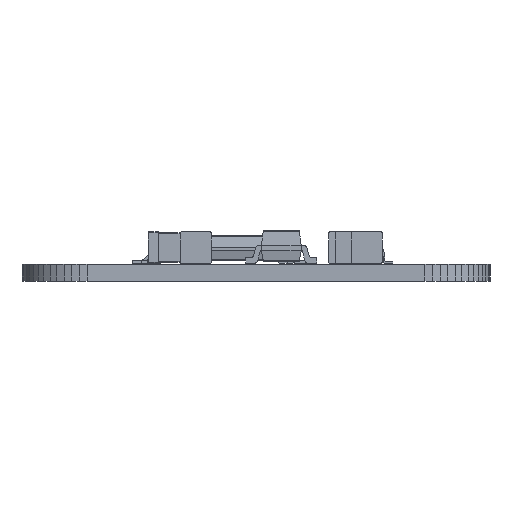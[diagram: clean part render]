
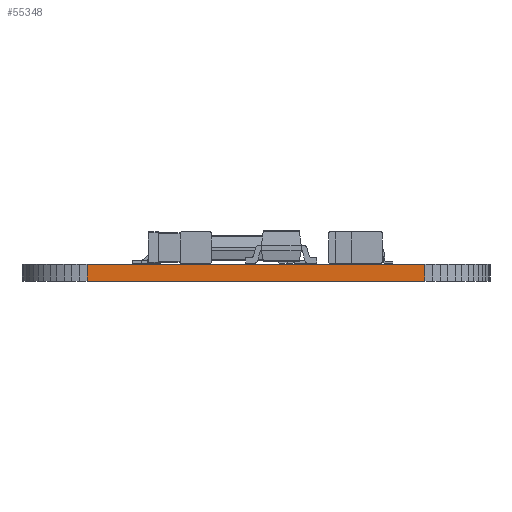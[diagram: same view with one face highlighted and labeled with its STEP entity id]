
A CAD part, front view. The second image highlights one B-rep face of the part: STEP entity #55348.
In plain terms, the highlighted planar face has unit normal (0, -1, 0).
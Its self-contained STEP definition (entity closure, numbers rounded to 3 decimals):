
#48157 = PLANE('',#48158);
#48158 = AXIS2_PLACEMENT_3D('',#48159,#48160,#48161);
#48159 = CARTESIAN_POINT('',(7.62,-18.882,0.68));
#48160 = DIRECTION('',(-0.,-0.,-1.));
#48161 = DIRECTION('',(-1.,0.,0.));
#48211 = PLANE('',#48212);
#48212 = AXIS2_PLACEMENT_3D('',#48213,#48214,#48215);
#48213 = CARTESIAN_POINT('',(7.62,-18.882,0.));
#48214 = DIRECTION('',(-0.,-0.,-1.));
#48215 = DIRECTION('',(-1.,0.,0.));
#49048 = VERTEX_POINT('',#49049);
#49049 = CARTESIAN_POINT('',(14.404,-40.714,0.));
#49063 = PLANE('',#49064);
#49064 = AXIS2_PLACEMENT_3D('',#49065,#49066,#49067);
#49065 = CARTESIAN_POINT('',(14.719,-40.695,0.));
#49066 = DIRECTION('',(0.06,-0.998,0.));
#49067 = DIRECTION('',(-0.998,-0.06,0.));
#49075 = EDGE_CURVE('',#49048,#49076,#49078,.T.);
#49076 = VERTEX_POINT('',#49077);
#49077 = CARTESIAN_POINT('',(0.836,-40.714,0.));
#49078 = SURFACE_CURVE('',#49079,(#49083,#49090),.PCURVE_S1.);
#49079 = LINE('',#49080,#49081);
#49080 = CARTESIAN_POINT('',(14.404,-40.714,0.));
#49081 = VECTOR('',#49082,1.);
#49082 = DIRECTION('',(-1.,0.,0.));
#49083 = PCURVE('',#48211,#49084);
#49084 = DEFINITIONAL_REPRESENTATION('',(#49085),#49089);
#49085 = LINE('',#49086,#49087);
#49086 = CARTESIAN_POINT('',(-6.784,-21.832));
#49087 = VECTOR('',#49088,1.);
#49088 = DIRECTION('',(1.,0.));
#49089 = ( GEOMETRIC_REPRESENTATION_CONTEXT(2) 
PARAMETRIC_REPRESENTATION_CONTEXT() REPRESENTATION_CONTEXT('2D SPACE',''
  ) );
#49090 = PCURVE('',#49091,#49096);
#49091 = PLANE('',#49092);
#49092 = AXIS2_PLACEMENT_3D('',#49093,#49094,#49095);
#49093 = CARTESIAN_POINT('',(14.404,-40.714,0.));
#49094 = DIRECTION('',(0.,-1.,0.));
#49095 = DIRECTION('',(-1.,0.,0.));
#49096 = DEFINITIONAL_REPRESENTATION('',(#49097),#49101);
#49097 = LINE('',#49098,#49099);
#49098 = CARTESIAN_POINT('',(0.,0.));
#49099 = VECTOR('',#49100,1.);
#49100 = DIRECTION('',(1.,0.));
#49101 = ( GEOMETRIC_REPRESENTATION_CONTEXT(2) 
PARAMETRIC_REPRESENTATION_CONTEXT() REPRESENTATION_CONTEXT('2D SPACE',''
  ) );
#49119 = PLANE('',#49120);
#49120 = AXIS2_PLACEMENT_3D('',#49121,#49122,#49123);
#49121 = CARTESIAN_POINT('',(0.836,-40.714,0.));
#49122 = DIRECTION('',(-0.06,-0.998,0.));
#49123 = DIRECTION('',(-0.998,0.06,0.));
#51979 = VERTEX_POINT('',#51980);
#51980 = CARTESIAN_POINT('',(14.404,-40.714,0.68));
#52001 = EDGE_CURVE('',#51979,#52002,#52004,.T.);
#52002 = VERTEX_POINT('',#52003);
#52003 = CARTESIAN_POINT('',(0.836,-40.714,0.68));
#52004 = SURFACE_CURVE('',#52005,(#52009,#52016),.PCURVE_S1.);
#52005 = LINE('',#52006,#52007);
#52006 = CARTESIAN_POINT('',(14.404,-40.714,0.68));
#52007 = VECTOR('',#52008,1.);
#52008 = DIRECTION('',(-1.,0.,0.));
#52009 = PCURVE('',#48157,#52010);
#52010 = DEFINITIONAL_REPRESENTATION('',(#52011),#52015);
#52011 = LINE('',#52012,#52013);
#52012 = CARTESIAN_POINT('',(-6.784,-21.832));
#52013 = VECTOR('',#52014,1.);
#52014 = DIRECTION('',(1.,0.));
#52015 = ( GEOMETRIC_REPRESENTATION_CONTEXT(2) 
PARAMETRIC_REPRESENTATION_CONTEXT() REPRESENTATION_CONTEXT('2D SPACE',''
  ) );
#52016 = PCURVE('',#49091,#52017);
#52017 = DEFINITIONAL_REPRESENTATION('',(#52018),#52022);
#52018 = LINE('',#52019,#52020);
#52019 = CARTESIAN_POINT('',(0.,-0.68));
#52020 = VECTOR('',#52021,1.);
#52021 = DIRECTION('',(1.,0.));
#52022 = ( GEOMETRIC_REPRESENTATION_CONTEXT(2) 
PARAMETRIC_REPRESENTATION_CONTEXT() REPRESENTATION_CONTEXT('2D SPACE',''
  ) );
#55300 = EDGE_CURVE('',#49048,#51979,#55301,.T.);
#55301 = SURFACE_CURVE('',#55302,(#55306,#55313),.PCURVE_S1.);
#55302 = LINE('',#55303,#55304);
#55303 = CARTESIAN_POINT('',(14.404,-40.714,0.));
#55304 = VECTOR('',#55305,1.);
#55305 = DIRECTION('',(0.,0.,1.));
#55306 = PCURVE('',#49063,#55307);
#55307 = DEFINITIONAL_REPRESENTATION('',(#55308),#55312);
#55308 = LINE('',#55309,#55310);
#55309 = CARTESIAN_POINT('',(0.316,0.));
#55310 = VECTOR('',#55311,1.);
#55311 = DIRECTION('',(0.,-1.));
#55312 = ( GEOMETRIC_REPRESENTATION_CONTEXT(2) 
PARAMETRIC_REPRESENTATION_CONTEXT() REPRESENTATION_CONTEXT('2D SPACE',''
  ) );
#55313 = PCURVE('',#49091,#55314);
#55314 = DEFINITIONAL_REPRESENTATION('',(#55315),#55319);
#55315 = LINE('',#55316,#55317);
#55316 = CARTESIAN_POINT('',(0.,0.));
#55317 = VECTOR('',#55318,1.);
#55318 = DIRECTION('',(0.,-1.));
#55319 = ( GEOMETRIC_REPRESENTATION_CONTEXT(2) 
PARAMETRIC_REPRESENTATION_CONTEXT() REPRESENTATION_CONTEXT('2D SPACE',''
  ) );
#55348 = ADVANCED_FACE('',(#55349),#49091,.T.);
#55349 = FACE_BOUND('',#55350,.T.);
#55350 = EDGE_LOOP('',(#55351,#55352,#55353,#55374));
#55351 = ORIENTED_EDGE('',*,*,#55300,.T.);
#55352 = ORIENTED_EDGE('',*,*,#52001,.T.);
#55353 = ORIENTED_EDGE('',*,*,#55354,.F.);
#55354 = EDGE_CURVE('',#49076,#52002,#55355,.T.);
#55355 = SURFACE_CURVE('',#55356,(#55360,#55367),.PCURVE_S1.);
#55356 = LINE('',#55357,#55358);
#55357 = CARTESIAN_POINT('',(0.836,-40.714,0.));
#55358 = VECTOR('',#55359,1.);
#55359 = DIRECTION('',(0.,0.,1.));
#55360 = PCURVE('',#49091,#55361);
#55361 = DEFINITIONAL_REPRESENTATION('',(#55362),#55366);
#55362 = LINE('',#55363,#55364);
#55363 = CARTESIAN_POINT('',(13.569,0.));
#55364 = VECTOR('',#55365,1.);
#55365 = DIRECTION('',(0.,-1.));
#55366 = ( GEOMETRIC_REPRESENTATION_CONTEXT(2) 
PARAMETRIC_REPRESENTATION_CONTEXT() REPRESENTATION_CONTEXT('2D SPACE',''
  ) );
#55367 = PCURVE('',#49119,#55368);
#55368 = DEFINITIONAL_REPRESENTATION('',(#55369),#55373);
#55369 = LINE('',#55370,#55371);
#55370 = CARTESIAN_POINT('',(0.,0.));
#55371 = VECTOR('',#55372,1.);
#55372 = DIRECTION('',(0.,-1.));
#55373 = ( GEOMETRIC_REPRESENTATION_CONTEXT(2) 
PARAMETRIC_REPRESENTATION_CONTEXT() REPRESENTATION_CONTEXT('2D SPACE',''
  ) );
#55374 = ORIENTED_EDGE('',*,*,#49075,.F.);
